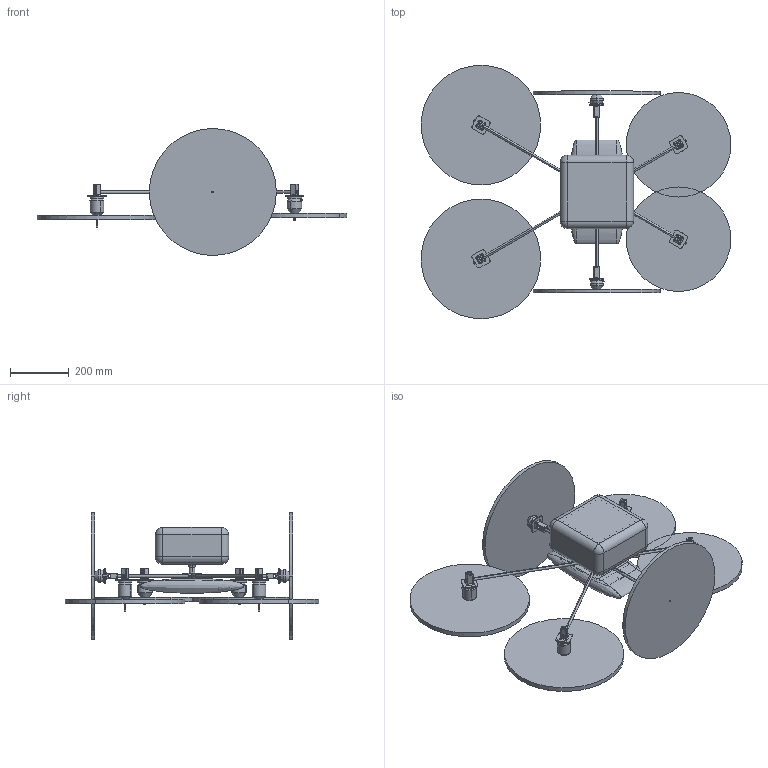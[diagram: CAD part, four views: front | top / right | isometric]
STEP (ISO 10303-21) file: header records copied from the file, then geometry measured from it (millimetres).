
FILE_DESCRIPTION((''),'2;1');
FILE_NAME('UAV_ASM','2023-05-16T15:52:58',('E33734'),(''),'CREO PARAMETRIC BY PTC INC, 2019352','CREO PARAMETRIC BY PTC INC, 2019352','');
FILE_SCHEMA(('CONFIG_CONTROL_DESIGN'));
Length unit declared in the file: millimetre
Products named in the file (37): ORIENT; MAINHUB_1; ARM_820_1; FLANGE_1; MOTOR_3; PROPELLER_3; ARM_819_1; FLANGE_263_1; MOTOR_1; PROPELLER_1; ARM_821_2; FLANGE_264_2; MOTOR_5; PROPELLER_5; ARM_821_1; FLANGE_264_1; MOTOR_4; PROPELLER_4; FUSELAGE_1; SENSOR_5; SENSOR_3; SENSOR_6; SENSOR_2; BATTERY_1; SENSOR_1; SENSOR_4; ARM_819_2; FLANGE_263_2; MOTOR_2; PROPELLER_2; CARGOCASE; CARGO; ARM_820_2; FLANGE_2; MOTOR_6; PROPELLER_6; UAV_ASM
Assembly tree (36 placements, depth 2):
  UAV_ASM
    ORIENT
    MAINHUB_1
    ARM_820_1
    FLANGE_1
    MOTOR_3
    PROPELLER_3
    ARM_819_1
    FLANGE_263_1
    MOTOR_1
    PROPELLER_1
    ARM_821_2
    FLANGE_264_2
    MOTOR_5
    PROPELLER_5
    ARM_821_1
    FLANGE_264_1
    MOTOR_4
    PROPELLER_4
    FUSELAGE_1
    SENSOR_5
    SENSOR_3
    SENSOR_6
    SENSOR_2
    BATTERY_1
    SENSOR_1
    SENSOR_4
    ARM_819_2
    FLANGE_263_2
    MOTOR_2
    PROPELLER_2
    CARGOCASE
    CARGO
    ARM_820_2
    FLANGE_2
    MOTOR_6
    PROPELLER_6
Bounding box: 1053.15 x 861.48 x 431.8 mm (x, y, z)
Volume: 18678255.5 mm3; surface area: 2868409.7 mm2
Topology: 47 solids, 50 shells, 874 faces, 1858 edges, 1102 vertices
Faces by surface type: cylinder 452, plane 267, sphere 96, torus 26, cone 24, revolution 6, extrusion 3
Entity records: 25796 total; most frequent: CARTESIAN_POINT 5903, DIRECTION 4405, ORIENTED_EDGE 3708, EDGE_CURVE 1854, AXIS2_PLACEMENT_3D 1753, VERTEX_POINT 1102, EDGE_LOOP 946, VECTOR 893
